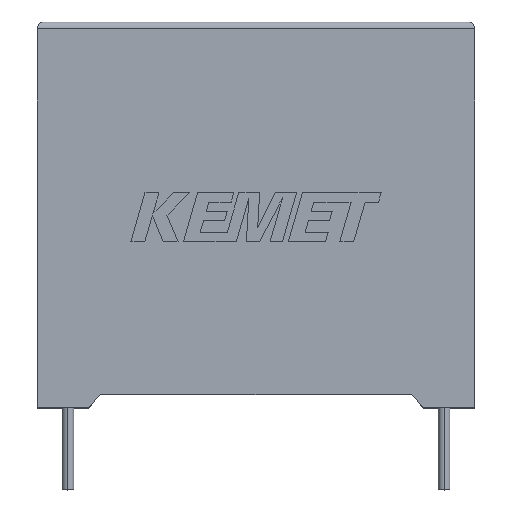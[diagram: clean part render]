
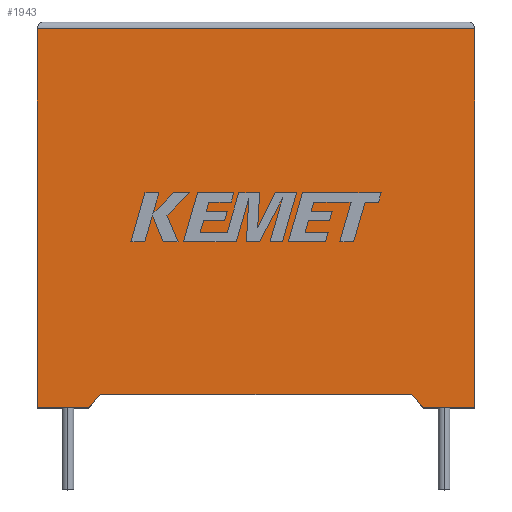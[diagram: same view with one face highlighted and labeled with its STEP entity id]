
A CAD part, top view. The second image highlights one B-rep face of the part: STEP entity #1943.
In plain terms, the highlighted planar face has unit normal (0, 0, 1).
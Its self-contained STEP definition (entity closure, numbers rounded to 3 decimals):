
#51 = EDGE_CURVE ( 'NONE', #1930, #782, #1078, .T. ) ;
#69 = ORIENTED_EDGE ( 'NONE', *, *, #1475, .T. ) ;
#70 = DIRECTION ( 'NONE',  ( -1., 0., 0. ) ) ;
#142 = CARTESIAN_POINT ( 'NONE',  ( 3.75, 0., 14.3 ) ) ;
#160 = EDGE_CURVE ( 'NONE', #761, #2760, #1540, .T. ) ;
#163 = CARTESIAN_POINT ( 'NONE',  ( 27.361, 0.972, 14.3 ) ) ;
#189 = DIRECTION ( 'NONE',  ( -1., 0., 0. ) ) ;
#274 = VECTOR ( 'NONE', #189, 1000. ) ;
#319 = CARTESIAN_POINT ( 'NONE',  ( 28.25, 0., 14.3 ) ) ;
#329 = CARTESIAN_POINT ( 'NONE',  ( 0., 0., 14.3 ) ) ;
#333 = LINE ( 'NONE', #329, #2297 ) ;
#361 = CARTESIAN_POINT ( 'NONE',  ( 0., 0., 14.3 ) ) ;
#371 = VERTEX_POINT ( 'NONE', #732 ) ;
#374 = ORIENTED_EDGE ( 'NONE', *, *, #687, .T. ) ;
#452 = CARTESIAN_POINT ( 'NONE',  ( 32., 27.7, 14.3 ) ) ;
#460 = LINE ( 'NONE', #2037, #1766 ) ;
#475 = VERTEX_POINT ( 'NONE', #163 ) ;
#537 = CARTESIAN_POINT ( 'NONE',  ( 0., 0., 14.3 ) ) ;
#596 = DIRECTION ( 'NONE',  ( -0.675, -0.738, 0. ) ) ;
#653 = DIRECTION ( 'NONE',  ( 0., 1., 0. ) ) ;
#687 = EDGE_CURVE ( 'NONE', #371, #1930, #333, .T. ) ;
#732 = CARTESIAN_POINT ( 'NONE',  ( 0., 27.7, 14.3 ) ) ;
#761 = VERTEX_POINT ( 'NONE', #1271 ) ;
#769 = EDGE_LOOP ( 'NONE', ( #1819, #1182, #374, #1865, #2377, #2587, #69, #2621 ) ) ;
#782 = VERTEX_POINT ( 'NONE', #2172 ) ;
#807 = VERTEX_POINT ( 'NONE', #862 ) ;
#862 = CARTESIAN_POINT ( 'NONE',  ( 4.639, 0.972, 14.3 ) ) ;
#866 = EDGE_CURVE ( 'NONE', #475, #807, #2439, .T. ) ;
#908 = EDGE_CURVE ( 'NONE', #3028, #371, #1948, .T. ) ;
#1078 = LINE ( 'NONE', #361, #2362 ) ;
#1182 = ORIENTED_EDGE ( 'NONE', *, *, #908, .T. ) ;
#1204 = CARTESIAN_POINT ( 'NONE',  ( 0., 0., 14.3 ) ) ;
#1271 = CARTESIAN_POINT ( 'NONE',  ( 28.25, 0., 14.3 ) ) ;
#1397 = VECTOR ( 'NONE', #1834, 1000. ) ;
#1475 = EDGE_CURVE ( 'NONE', #475, #761, #2856, .T. ) ;
#1484 = DIRECTION ( 'NONE',  ( 0., 0., -1. ) ) ;
#1485 = DIRECTION ( 'NONE',  ( 0., -1., 0. ) ) ;
#1540 = LINE ( 'NONE', #1204, #1720 ) ;
#1561 = EDGE_CURVE ( 'NONE', #2760, #3028, #460, .T. ) ;
#1562 = VECTOR ( 'NONE', #596, 1000. ) ;
#1572 = EDGE_CURVE ( 'NONE', #807, #782, #3037, .T. ) ;
#1638 = DIRECTION ( 'NONE',  ( 1., 0., 0. ) ) ;
#1720 = VECTOR ( 'NONE', #1638, 1000. ) ;
#1766 = VECTOR ( 'NONE', #653, 1000. ) ;
#1819 = ORIENTED_EDGE ( 'NONE', *, *, #1561, .T. ) ;
#1834 = DIRECTION ( 'NONE',  ( -1., 0., 0. ) ) ;
#1865 = ORIENTED_EDGE ( 'NONE', *, *, #51, .T. ) ;
#1930 = VERTEX_POINT ( 'NONE', #2510 ) ;
#1943 = ADVANCED_FACE ( 'NONE', ( #2380 ), #2618, .F. ) ;
#1948 = LINE ( 'NONE', #3002, #274 ) ;
#2037 = CARTESIAN_POINT ( 'NONE',  ( 32., 0., 14.3 ) ) ;
#2172 = CARTESIAN_POINT ( 'NONE',  ( 3.75, 0., 14.3 ) ) ;
#2282 = VECTOR ( 'NONE', #2663, 1000. ) ;
#2297 = VECTOR ( 'NONE', #1485, 1000. ) ;
#2362 = VECTOR ( 'NONE', #2731, 1000. ) ;
#2377 = ORIENTED_EDGE ( 'NONE', *, *, #1572, .F. ) ;
#2380 = FACE_OUTER_BOUND ( 'NONE', #769, .T. ) ;
#2439 = LINE ( 'NONE', #2808, #1397 ) ;
#2510 = CARTESIAN_POINT ( 'NONE',  ( 0., 0., 14.3 ) ) ;
#2544 = CARTESIAN_POINT ( 'NONE',  ( 32., 0., 14.3 ) ) ;
#2587 = ORIENTED_EDGE ( 'NONE', *, *, #866, .F. ) ;
#2618 = PLANE ( 'NONE',  #2746 ) ;
#2621 = ORIENTED_EDGE ( 'NONE', *, *, #160, .T. ) ;
#2663 = DIRECTION ( 'NONE',  ( 0.675, -0.738, 0. ) ) ;
#2731 = DIRECTION ( 'NONE',  ( 1., 0., 0. ) ) ;
#2746 = AXIS2_PLACEMENT_3D ( 'NONE', #537, #1484, #70 ) ;
#2760 = VERTEX_POINT ( 'NONE', #2544 ) ;
#2808 = CARTESIAN_POINT ( 'NONE',  ( 16., 0.972, 14.3 ) ) ;
#2856 = LINE ( 'NONE', #319, #2282 ) ;
#3002 = CARTESIAN_POINT ( 'NONE',  ( 0., 27.7, 14.3 ) ) ;
#3028 = VERTEX_POINT ( 'NONE', #452 ) ;
#3037 = LINE ( 'NONE', #142, #1562 ) ;
